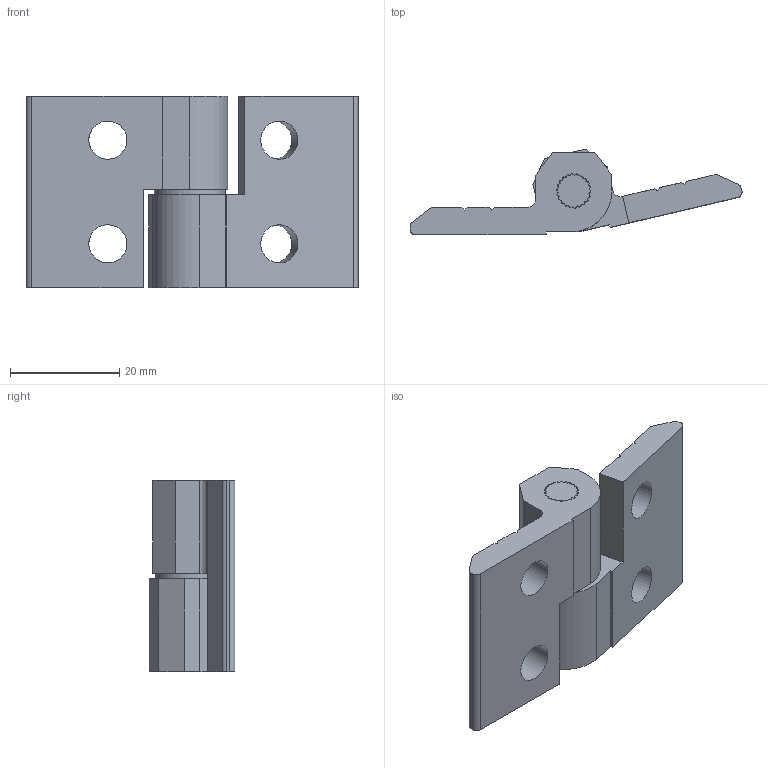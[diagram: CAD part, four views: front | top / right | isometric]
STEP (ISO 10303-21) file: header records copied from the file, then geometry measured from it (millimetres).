
FILE_DESCRIPTION((''),'2;1');
FILE_NAME('AH408A-L.stp','2009-09-01T14:27:34',('Administrator'),(''),'Autodesk Inventor 2008','Autodesk Inventor 2008','');
FILE_SCHEMA(('AUTOMOTIVE_DESIGN { 1 0 10303 214 1 1 1 1 }'));
Length unit declared in the file: millimetre
Products named in the file (4): AH408A-L; AH306A-L; 軸心-A; 活頁AH墊片
Assembly tree (4 placements, depth 2):
  AH408A-L
    AH306A-L  x2
    軸心-A
    活頁AH墊片
Bounding box: 60.83 x 15.7 x 35 mm (x, y, z)
Volume: 12762.7 mm3; surface area: 7893.3 mm2
Topology: 4 solids, 4 shells, 177 faces, 476 edges, 303 vertices
Faces by surface type: plane 138, cylinder 38, cone 1
Full cylindrical faces by diameter (mm): 5.96 x1, 6 x2, 6.1 x1, 7 x4, 13 x1
Entity records: 4503 total; most frequent: DIRECTION 789, CARTESIAN_POINT 757, ORIENTED_EDGE 738, EDGE_CURVE 369, AXIS2_PLACEMENT_3D 267, VECTOR 255, LINE 255, VERTEX_POINT 235
